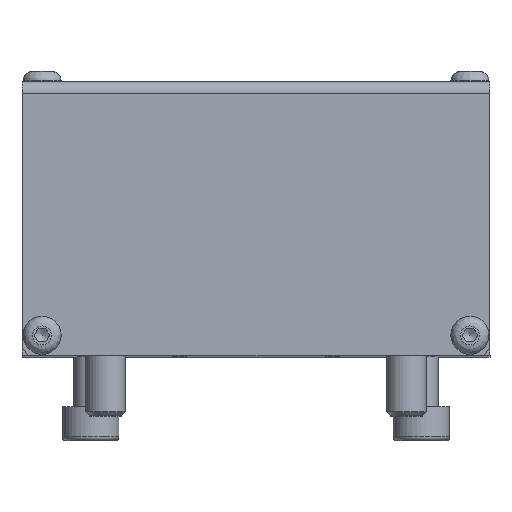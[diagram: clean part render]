
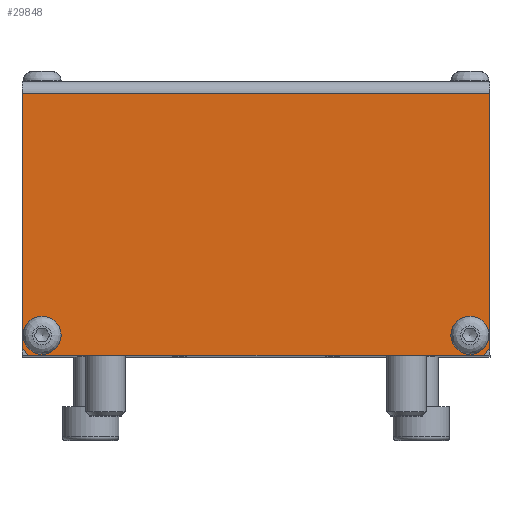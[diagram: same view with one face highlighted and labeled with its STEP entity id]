
A CAD part, top view. The second image highlights one B-rep face of the part: STEP entity #29848.
In plain terms, the highlighted planar face has unit normal (0, 0, 1).
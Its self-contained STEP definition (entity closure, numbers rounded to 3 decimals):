
#26236=CARTESIAN_POINT('',(-220.042,8.378,152.079));
#26237=VERTEX_POINT('',#26236);
#26238=CARTESIAN_POINT('',(-220.042,5.528,152.079));
#26239=DIRECTION('',(0.0,0.0,-1.0));
#26240=DIRECTION('',(0.0,1.0,0.0));
#26241=AXIS2_PLACEMENT_3D('',#26238,#26239,#26240);
#26242=CIRCLE('',#26241,2.85);
#26243=EDGE_CURVE('',#26237,#26237,#26242,.T.);
#29483=CARTESIAN_POINT('',(-222.042,2.528,152.079));
#29484=VERTEX_POINT('',#29483);
#29485=CARTESIAN_POINT('',(-223.042,3.528,152.079));
#29486=VERTEX_POINT('',#29485);
#29487=CARTESIAN_POINT('',(-222.042,2.528,152.079));
#29488=DIRECTION('',(-0.707,0.707,0.0));
#29489=VECTOR('',#29488,1.414);
#29490=LINE('',#29487,#29489);
#29491=EDGE_CURVE('',#29484,#29486,#29490,.T.);
#29514=CARTESIAN_POINT('',(-153.042,3.528,152.079));
#29515=VERTEX_POINT('',#29514);
#29516=CARTESIAN_POINT('',(-154.042,2.528,152.079));
#29517=VERTEX_POINT('',#29516);
#29518=CARTESIAN_POINT('',(-153.042,3.528,152.079));
#29519=DIRECTION('',(-0.707,-0.707,0.0));
#29520=VECTOR('',#29519,1.414);
#29521=LINE('',#29518,#29520);
#29522=EDGE_CURVE('',#29515,#29517,#29521,.T.);
#29586=CARTESIAN_POINT('',(-223.042,41.728,152.079));
#29587=VERTEX_POINT('',#29586);
#29588=CARTESIAN_POINT('',(-223.042,3.528,152.079));
#29589=DIRECTION('',(0.0,1.0,0.0));
#29590=VECTOR('',#29589,38.2);
#29591=LINE('',#29588,#29590);
#29592=EDGE_CURVE('',#29486,#29587,#29591,.T.);
#29730=CARTESIAN_POINT('',(-153.042,41.728,152.079));
#29731=VERTEX_POINT('',#29730);
#29732=CARTESIAN_POINT('',(-153.042,41.728,152.079));
#29733=DIRECTION('',(-1.0,0.0,0.0));
#29734=VECTOR('',#29733,70.0);
#29735=LINE('',#29732,#29734);
#29736=EDGE_CURVE('',#29731,#29587,#29735,.T.);
#29811=CARTESIAN_POINT('',(-188.042,22.893,152.079));
#29812=DIRECTION('',(0.0,0.0,1.0));
#29813=DIRECTION('',(0.0,-1.0,0.0));
#29814=AXIS2_PLACEMENT_3D('',#29811,#29812,#29813);
#29815=PLANE('',#29814);
#29816=ORIENTED_EDGE('',*,*,#29491,.F.);
#29817=CARTESIAN_POINT('',(-154.042,2.528,152.079));
#29818=DIRECTION('',(-1.0,0.0,0.0));
#29819=VECTOR('',#29818,68.0);
#29820=LINE('',#29817,#29819);
#29821=EDGE_CURVE('',#29517,#29484,#29820,.T.);
#29822=ORIENTED_EDGE('',*,*,#29821,.F.);
#29823=ORIENTED_EDGE('',*,*,#29522,.F.);
#29824=CARTESIAN_POINT('',(-153.042,41.728,152.079));
#29825=DIRECTION('',(0.0,-1.0,0.0));
#29826=VECTOR('',#29825,38.2);
#29827=LINE('',#29824,#29826);
#29828=EDGE_CURVE('',#29731,#29515,#29827,.T.);
#29829=ORIENTED_EDGE('',*,*,#29828,.F.);
#29830=ORIENTED_EDGE('',*,*,#29736,.T.);
#29831=ORIENTED_EDGE('',*,*,#29592,.F.);
#29832=EDGE_LOOP('',(#29816,#29822,#29823,#29829,#29830,#29831));
#29833=FACE_OUTER_BOUND('',#29832,.T.);
#29834=CARTESIAN_POINT('',(-156.042,8.378,152.079));
#29835=VERTEX_POINT('',#29834);
#29836=CARTESIAN_POINT('',(-156.042,5.528,152.079));
#29837=DIRECTION('',(0.0,0.0,-1.0));
#29838=DIRECTION('',(0.0,1.0,0.0));
#29839=AXIS2_PLACEMENT_3D('',#29836,#29837,#29838);
#29840=CIRCLE('',#29839,2.85);
#29841=EDGE_CURVE('',#29835,#29835,#29840,.T.);
#29842=ORIENTED_EDGE('',*,*,#29841,.T.);
#29843=EDGE_LOOP('',(#29842));
#29844=FACE_BOUND('',#29843,.T.);
#29845=ORIENTED_EDGE('',*,*,#26243,.T.);
#29846=EDGE_LOOP('',(#29845));
#29847=FACE_BOUND('',#29846,.T.);
#29848=ADVANCED_FACE('',(#29833,#29844,#29847),#29815,.T.);
